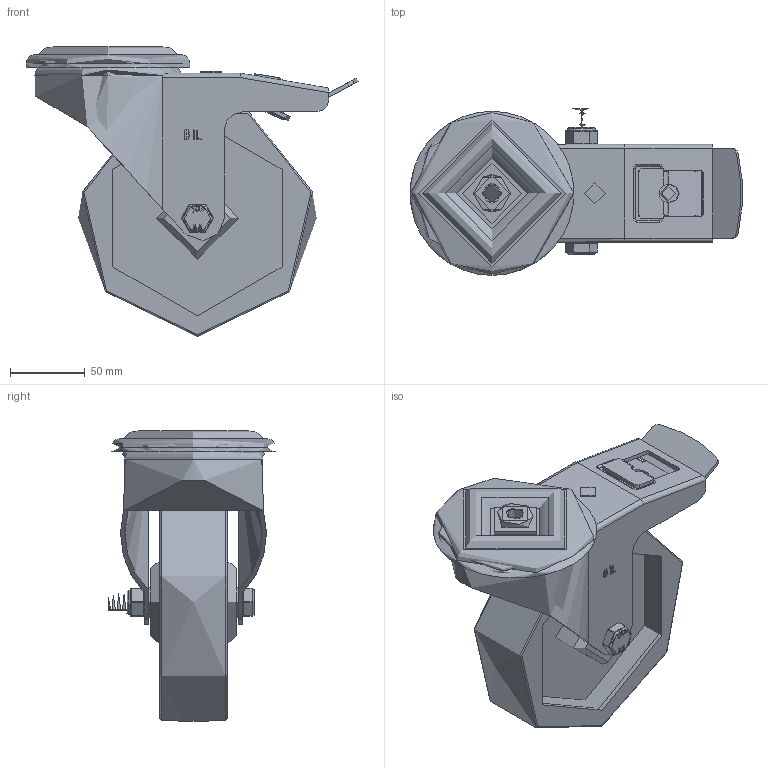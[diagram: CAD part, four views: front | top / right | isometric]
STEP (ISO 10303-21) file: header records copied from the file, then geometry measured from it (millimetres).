
FILE_DESCRIPTION(/* description */ ('','CAx-IF Rec.Pracs.---Representation and Presentation of Product Manufacturing Information (PMI)---4.0---2014-10-13'),/* implementation_level */ '2;1');
FILE_NAME(/* name */ 'BZMM160PNBBH12SWB.step',/* time_stamp */ '2024-12-20T14:11:40Z',/* author */ (''),/* organization */ (''),/* preprocessor_version */ 'ST-DEVELOPER v20',/* originating_system */ 'Autodesk Translation Framework v13.20.0.188',/* authorisation */ '');
FILE_SCHEMA (('AP242_MANAGED_MODEL_BASED_3D_ENGINEERING_MIM_LF { 1 0 10303 442 1 1 4 }'));
Length unit declared in the file: millimetre
Products named in the file (27): BZMM160PNBBH12SWB; BZMM150ASBH12SWB v1; ZINC PLATED, PRESSED STEEL TOP PLATE; ZINC PLATED, PRESSED STEEL FORKS; ZINC PLATED, PRESSED STEEL BRAKE PEDAL; BRAKE PAD; BRAKE PAD Geometry; BRAKE BOLT; BOLT; NUT; BZH160WPNRB v3; NYLON CENTRE; POLYURETHANE TYRE; RBM20X30X50 v1; NYLON ROLLER BEARING; NYLON CAGE; RIBS; Component5; CAP; TUBEM20X60 v1; ZINC PLATED STEEL TUBE; HEXBOLTM12X90Z8.8 v2; GRADE 8.8 ZINC PLATED BOLT; NYLOCM12Z v1; NYLOC NUT; NUT (1); RUBBER
Assembly tree (35 placements, depth 6):
  BZMM160PNBBH12SWB
    BZMM150ASBH12SWB v1
      ZINC PLATED, PRESSED STEEL TOP PLATE
      ZINC PLATED, PRESSED STEEL FORKS
      ZINC PLATED, PRESSED STEEL BRAKE PEDAL
      BRAKE PAD
        BRAKE PAD Geometry
        BRAKE BOLT
        BOLT
        NUT
    BZH160WPNRB v3
      NYLON CENTRE
      POLYURETHANE TYRE
      RBM20X30X50 v1
        NYLON ROLLER BEARING
          NYLON CAGE
          RIBS
            Component5  x10
      CAP
    TUBEM20X60 v1
      ZINC PLATED STEEL TUBE
    HEXBOLTM12X90Z8.8 v2
      GRADE 8.8 ZINC PLATED BOLT
    NYLOCM12Z v1
      NYLOC NUT
        NUT (1)
        RUBBER
Bounding box: 222.68 x 112 x 194.9 mm (x, y, z)
Volume: 732096.8 mm3; surface area: 281819.8 mm2
Topology: 25 solids, 25 shells, 713 faces, 1799 edges, 1156 vertices
Faces by surface type: plane 371, cylinder 226, bspline 46, torus 37, sphere 18, cone 15
Full cylindrical faces by diameter (mm): 8 x2, 9.836 x16, 11.834 x16, 12 x3, 12.1 x2, 12.2 x1, 12.5 x1, 14 x3, 15 x1, 17.75 x1, 18.5 x1, 19.9 x1, 20.5 x3, 24.5 x1, 25 x2, 29.5 x1, 30 x1, 32.9 x1, 33 x1, 33.5 x1, 34 x1, 40 x2, 52.5 x1, 55 x2, 65.5 x1, 77 x1, 92 x1, 104 x1, 110 x1, 131 x4
Entity records: 29366 total; most frequent: CARTESIAN_POINT 12117, ORIENTED_EDGE 3488, DIRECTION 3426, EDGE_CURVE 1744, AXIS2_PLACEMENT_3D 1233, VERTEX_POINT 1120, LINE 960, VECTOR 960
